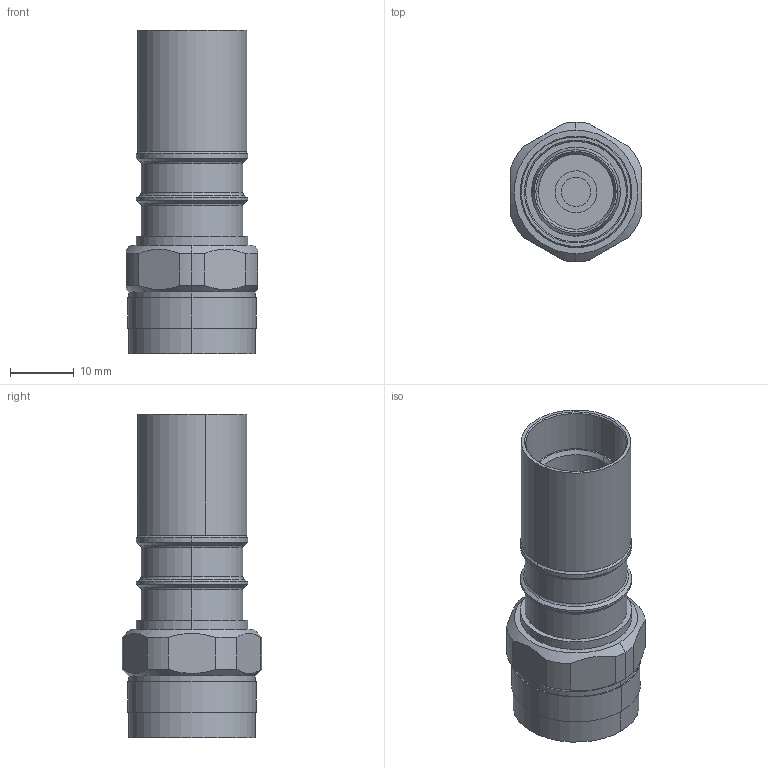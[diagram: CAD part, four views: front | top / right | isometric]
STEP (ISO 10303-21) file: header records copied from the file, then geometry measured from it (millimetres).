
FILE_DESCRIPTION (( 'STEP AP203' ), '1' );
FILE_NAME ('3190-2627(EZ-600-NMH-X).STEP', '2017-07-04T01:16:38', ( '' ), ( '' ), 'SwSTEP 2.0', 'SolidWorks 2017', '' );
FILE_SCHEMA (( 'CONFIG_CONTROL_DESIGN' ));
Length unit declared in the file: millimetre
Products named in the file (1): 3190-2627(EZ-600-NMH-X)
Bounding box: 20.6 x 21.9 x 50.8 mm (x, y, z)
Volume: 7995.4 mm3; surface area: 6988 mm2
Topology: 1 solids, 1 shells, 126 faces, 285 edges, 176 vertices
Faces by surface type: cylinder 49, plane 39, cone 30, torus 8
Entity records: 3714 total; most frequent: CARTESIAN_POINT 720, DIRECTION 671, ORIENTED_EDGE 570, EDGE_CURVE 285, AXIS2_PLACEMENT_3D 279, VERTEX_POINT 176, CIRCLE 152, EDGE_LOOP 141
